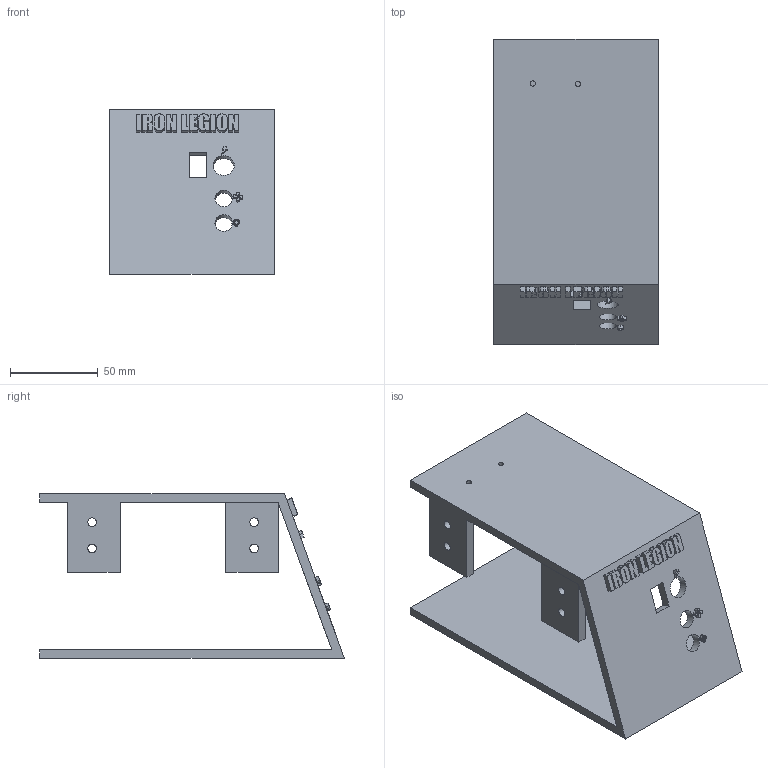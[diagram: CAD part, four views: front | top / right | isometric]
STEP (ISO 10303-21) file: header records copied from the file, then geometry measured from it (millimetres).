
FILE_DESCRIPTION(/* description */ (''),/* implementation_level */ '2;1');
FILE_NAME(/* name */ 'power_panel.step',/* time_stamp */ '2025-08-09T09:33:48+05:30',/* author */ (''),/* organization */ (''),/* preprocessor_version */ 'ST-DEVELOPER v20.1',/* originating_system */ 'Autodesk Translation Framework v14.10.0.0',/* authorisation */ '');
FILE_SCHEMA (('AUTOMOTIVE_DESIGN { 1 0 10303 214 3 1 1 }'));
Length unit declared in the file: millimetre
Products named in the file (2): 2025-08-09-09-33-48-234; 2025-08-09-09-33-48-238
Assembly tree (1 placements, depth 2):
  2025-08-09-09-33-48-234
    2025-08-09-09-33-48-238
Bounding box: 94 x 174 x 93.97 mm (x, y, z)
Volume: 197935 mm3; surface area: 87987 mm2
Topology: 1 solids, 1 shells, 254 faces, 699 edges, 466 vertices
Faces by surface type: plane 138, bspline 98, cylinder 18
Full cylindrical faces by diameter (mm): 0.529 x1, 3 x2, 5 x4, 10 x2, 12.1 x1
Entity records: 8926 total; most frequent: CARTESIAN_POINT 3024, ORIENTED_EDGE 1398, DIRECTION 857, EDGE_CURVE 699, LINE 467, VECTOR 467, VERTEX_POINT 466, EDGE_LOOP 293
